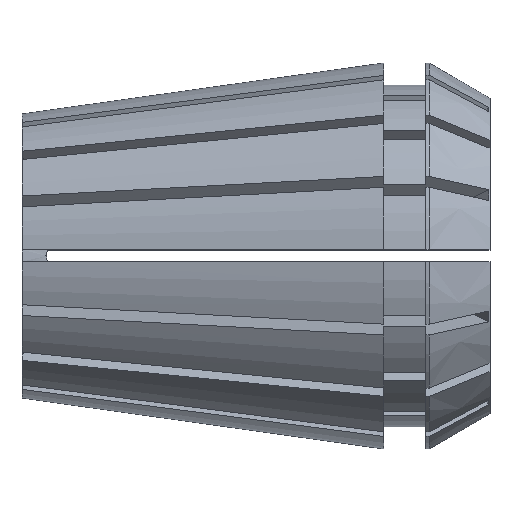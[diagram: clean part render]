
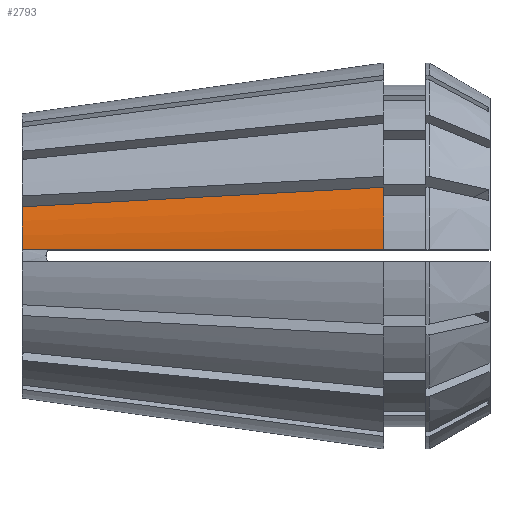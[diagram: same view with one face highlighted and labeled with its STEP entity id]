
A CAD part, top view. The second image highlights one B-rep face of the part: STEP entity #2793.
In plain terms, the highlighted conical face has half-angle 8 degrees and reference radius 16.5 mm.
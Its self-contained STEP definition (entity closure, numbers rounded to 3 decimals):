
#7 = CARTESIAN_POINT ( 'NONE',  ( 0., 4.187, 11.414 ) ) ;
#206 = DIRECTION ( 'NONE',  ( 1., 0., 0. ) ) ;
#663 = CARTESIAN_POINT ( 'NONE',  ( 29.247, 0.5, 16.26 ) ) ;
#750 = ORIENTED_EDGE ( 'NONE', *, *, #1147, .F. ) ;
#1017 = CARTESIAN_POINT ( 'NONE',  ( 30.9, 0.5, 16.493 ) ) ;
#1074 = CARTESIAN_POINT ( 'NONE',  ( 25.941, 0.5, 15.795 ) ) ;
#1079 = DIRECTION ( 'NONE',  ( 0., 0., -1. ) ) ;
#1117 = EDGE_CURVE ( 'NONE', #1725, #2815, #2291, .T. ) ;
#1147 = EDGE_CURVE ( 'NONE', #1725, #1632, #1529, .T. ) ;
#1188 = CONICAL_SURFACE ( 'NONE', #2106, 16.5, 0.14 ) ;
#1354 = CARTESIAN_POINT ( 'NONE',  ( 18.581, 0.5, 14.761 ) ) ;
#1477 = CARTESIAN_POINT ( 'NONE',  ( 1.287, 0.5, 12.328 ) ) ;
#1484 = CARTESIAN_POINT ( 'NONE',  ( 0., 0.5, 12.147 ) ) ;
#1501 = CARTESIAN_POINT ( 'NONE',  ( 2.574, 0.5, 12.509 ) ) ;
#1529 = B_SPLINE_CURVE_WITH_KNOTS ( 'NONE', 3,
 ( #1017, #663, #2423, #1074, #1354, #1747, #1898, #1501, #1477, #1484 ),
 .UNSPECIFIED., .F., .F.,
 ( 4, 3, 3, 4 ),
 ( 0.064, 0.069, 0.091, 0.095 ),
 .UNSPECIFIED. ) ;
#1602 = CARTESIAN_POINT ( 'NONE',  ( 0., 4.187, 11.414 ) ) ;
#1616 = CARTESIAN_POINT ( 'NONE',  ( 30.9, 5.85, 15.429 ) ) ;
#1626 = B_SPLINE_CURVE_WITH_KNOTS ( 'NONE', 3,
 ( #1616, #1638, #1660, #1602 ),
 .UNSPECIFIED., .F., .F.,
 ( 4, 4 ),
 ( 0., 0.031 ),
 .UNSPECIFIED. ) ;
#1632 = VERTEX_POINT ( 'NONE', #1734 ) ;
#1638 = CARTESIAN_POINT ( 'NONE',  ( 20.6, 5.295, 14.091 ) ) ;
#1640 = EDGE_CURVE ( 'NONE', #2815, #3111, #1626, .T. ) ;
#1660 = CARTESIAN_POINT ( 'NONE',  ( 10.3, 4.741, 12.753 ) ) ;
#1725 = VERTEX_POINT ( 'NONE', #4565 ) ;
#1734 = CARTESIAN_POINT ( 'NONE',  ( 0., 0.5, 12.147 ) ) ;
#1747 = CARTESIAN_POINT ( 'NONE',  ( 11.221, 0.5, 13.726 ) ) ;
#1863 = CARTESIAN_POINT ( 'NONE',  ( 0., 0., 0. ) ) ;
#1898 = CARTESIAN_POINT ( 'NONE',  ( 3.861, 0.5, 12.69 ) ) ;
#2106 = AXIS2_PLACEMENT_3D ( 'NONE', #4531, #206, #1079 ) ;
#2291 = CIRCLE ( 'NONE', #5113, 16.5 ) ;
#2299 = AXIS2_PLACEMENT_3D ( 'NONE', #1863, #4852, #2336 ) ;
#2336 = DIRECTION ( 'NONE',  ( 0., 0., 1. ) ) ;
#2423 = CARTESIAN_POINT ( 'NONE',  ( 27.594, 0.5, 16.028 ) ) ;
#2635 = EDGE_LOOP ( 'NONE', ( #3456, #4970, #3971, #750 ) ) ;
#2793 = ADVANCED_FACE ( 'NONE', ( #3672 ), #1188, .T. ) ;
#2815 = VERTEX_POINT ( 'NONE', #5323 ) ;
#3111 = VERTEX_POINT ( 'NONE', #7 ) ;
#3456 = ORIENTED_EDGE ( 'NONE', *, *, #1117, .T. ) ;
#3672 = FACE_OUTER_BOUND ( 'NONE', #2635, .T. ) ;
#3727 = EDGE_CURVE ( 'NONE', #1632, #3111, #3970, .T. ) ;
#3970 = CIRCLE ( 'NONE', #2299, 12.158 ) ;
#3971 = ORIENTED_EDGE ( 'NONE', *, *, #3727, .F. ) ;
#4531 = CARTESIAN_POINT ( 'NONE',  ( 30.9, 0., 0. ) ) ;
#4565 = CARTESIAN_POINT ( 'NONE',  ( 30.9, 0.5, 16.493 ) ) ;
#4736 = DIRECTION ( 'NONE',  ( 0., 0., 1. ) ) ;
#4756 = DIRECTION ( 'NONE',  ( -1., 0., 0. ) ) ;
#4852 = DIRECTION ( 'NONE',  ( -1., 0., 0. ) ) ;
#4970 = ORIENTED_EDGE ( 'NONE', *, *, #1640, .T. ) ;
#5102 = CARTESIAN_POINT ( 'NONE',  ( 30.9, 0., 0. ) ) ;
#5113 = AXIS2_PLACEMENT_3D ( 'NONE', #5102, #4756, #4736 ) ;
#5323 = CARTESIAN_POINT ( 'NONE',  ( 30.9, 5.85, 15.429 ) ) ;
